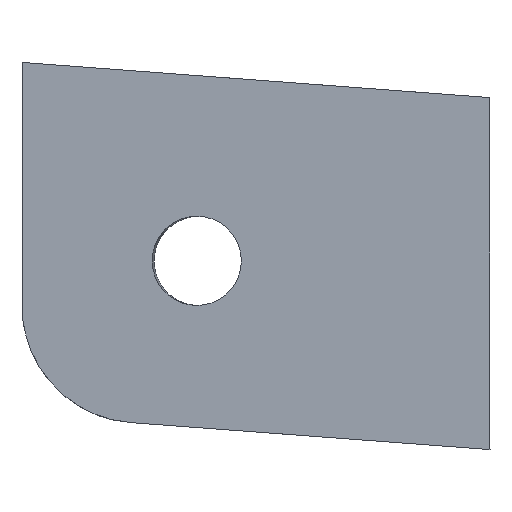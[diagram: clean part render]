
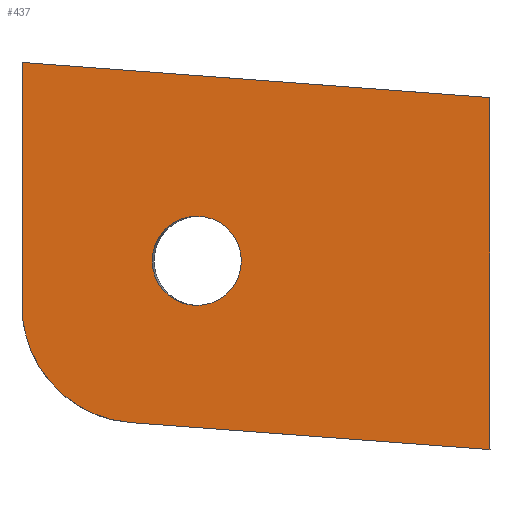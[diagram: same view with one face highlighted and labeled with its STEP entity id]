
A CAD part, left-side view. The second image highlights one B-rep face of the part: STEP entity #437.
In plain terms, the highlighted planar face has unit normal (-1, 0.027, 0.002).
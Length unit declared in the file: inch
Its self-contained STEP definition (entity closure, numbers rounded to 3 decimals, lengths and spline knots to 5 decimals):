
#8 = FACE_OUTER_BOUND ( 'NONE', #1202, .T. ) ;
#52 = DIRECTION ( 'NONE',  ( -0.002, 0., -1. ) ) ;
#102 = CARTESIAN_POINT ( 'NONE',  ( 12.8958, 235.07478, 128.53739 ) ) ;
#106 = CARTESIAN_POINT ( 'NONE',  ( 12.9026, 235.35341, 128.20311 ) ) ;
#158 = VERTEX_POINT ( 'NONE', #756 ) ;
#206 = EDGE_CURVE ( 'NONE', #292, #606, #3165, .T. ) ;
#292 = VERTEX_POINT ( 'NONE', #1149 ) ;
#362 = CARTESIAN_POINT ( 'NONE',  ( 12.90532, 235.4472, 128.3042 ) ) ;
#411 = DIRECTION ( 'NONE',  ( 1., -0.027, -0.002 ) ) ;
#437 = ADVANCED_FACE ( 'NONE', ( #3739, #8 ), #3694, .F. ) ;
#475 = DIRECTION ( 'NONE',  ( 0.027, 1., 0. ) ) ;
#511 = VECTOR ( 'NONE', #2273, 39.37008 ) ;
#523 = DIRECTION ( 'NONE',  ( 0.027, 1., 0. ) ) ;
#577 = ORIENTED_EDGE ( 'NONE', *, *, #3059, .F. ) ;
#606 = VERTEX_POINT ( 'NONE', #1229 ) ;
#756 = CARTESIAN_POINT ( 'NONE',  ( 12.90559, 235.4472, 128.44209 ) ) ;
#812 = EDGE_CURVE ( 'NONE', #3279, #292, #3158, .T. ) ;
#859 = CARTESIAN_POINT ( 'NONE',  ( 12.8958, 235.07478, 128.53739 ) ) ;
#975 = EDGE_CURVE ( 'NONE', #606, #158, #3065, .T. ) ;
#1149 = CARTESIAN_POINT ( 'NONE',  ( 12.87824, 234.45, 128.13532 ) ) ;
#1202 = EDGE_LOOP ( 'NONE', ( #2134, #2932, #3577, #2373, #2124 ) ) ;
#1227 = DIRECTION ( 'NONE',  ( -0.002, 0., -1. ) ) ;
#1229 = CARTESIAN_POINT ( 'NONE',  ( 12.89889, 235.2159, 128.19279 ) ) ;
#1252 = CARTESIAN_POINT ( 'NONE',  ( 12.90664, 235.4472, 128.96015 ) ) ;
#1253 = VECTOR ( 'NONE', #1227, 39.37008 ) ;
#1297 = DIRECTION ( 'NONE',  ( 0.027, 1., 0. ) ) ;
#1337 = VERTEX_POINT ( 'NONE', #1252 ) ;
#1369 = DIRECTION ( 'NONE',  ( -1., 0.027, 0.002 ) ) ;
#1374 = CARTESIAN_POINT ( 'NONE',  ( 13.28094, 249.37388, 129.42824 ) ) ;
#1399 = VERTEX_POINT ( 'NONE', #2585 ) ;
#1422 = VECTOR ( 'NONE', #3792, 39.37008 ) ;
#1503 = EDGE_CURVE ( 'NONE', #3279, #1337, #3539, .T. ) ;
#1692 = CARTESIAN_POINT ( 'NONE',  ( 12.89326, 234.97981, 128.53739 ) ) ;
#1918 = VECTOR ( 'NONE', #52, 39.37008 ) ;
#2123 = CIRCLE ( 'NONE', #3500, 0.095 ) ;
#2124 = ORIENTED_EDGE ( 'NONE', *, *, #975, .F. ) ;
#2134 = ORIENTED_EDGE ( 'NONE', *, *, #206, .F. ) ;
#2155 = CARTESIAN_POINT ( 'NONE',  ( 12.89889, 235.2159, 128.19279 ) ) ;
#2273 = DIRECTION ( 'NONE',  ( 0.027, 0.997, 0.075 ) ) ;
#2305 = DIRECTION ( 'NONE',  ( -1., 0.027, 0.002 ) ) ;
#2306 = CIRCLE ( 'NONE', #3828, 0.095 ) ;
#2373 = ORIENTED_EDGE ( 'NONE', *, *, #3723, .T. ) ;
#2486 = CARTESIAN_POINT ( 'NONE',  ( 12.90559, 235.4472, 128.44209 ) ) ;
#2585 = CARTESIAN_POINT ( 'NONE',  ( 12.89835, 235.16974, 128.53739 ) ) ;
#2623 = CARTESIAN_POINT ( 'NONE',  ( 12.87824, 234.45, 128.13532 ) ) ;
#2790 = LINE ( 'NONE', #3961, #1253 ) ;
#2798 = CARTESIAN_POINT ( 'NONE',  ( 12.87975, 234.45, 128.88532 ) ) ;
#2892 = VERTEX_POINT ( 'NONE', #1692 ) ;
#2932 = ORIENTED_EDGE ( 'NONE', *, *, #812, .F. ) ;
#2986 = EDGE_LOOP ( 'NONE', ( #577, #3176 ) ) ;
#3059 = EDGE_CURVE ( 'NONE', #1399, #2892, #2123, .T. ) ;
#3065 =( BOUNDED_CURVE ( )  B_SPLINE_CURVE ( 3, ( #2155, #106, #362, #2486 ),
 .UNSPECIFIED., .F., .F. ) 
 B_SPLINE_CURVE_WITH_KNOTS ( ( 4, 4 ),
 ( 1.5708, 3.06669 ),
 .UNSPECIFIED. ) 
 CURVE ( )  GEOMETRIC_REPRESENTATION_ITEM ( )  RATIONAL_B_SPLINE_CURVE ( ( 1., 0.822, 0.822, 1. ) ) 
 REPRESENTATION_ITEM ( '' )  );
#3158 = LINE ( 'NONE', #2798, #1918 ) ;
#3165 = LINE ( 'NONE', #2623, #511 ) ;
#3176 = ORIENTED_EDGE ( 'NONE', *, *, #3581, .F. ) ;
#3279 = VERTEX_POINT ( 'NONE', #3785 ) ;
#3500 = AXIS2_PLACEMENT_3D ( 'NONE', #102, #1369, #1297 ) ;
#3539 = LINE ( 'NONE', #3831, #1422 ) ;
#3577 = ORIENTED_EDGE ( 'NONE', *, *, #1503, .T. ) ;
#3581 = EDGE_CURVE ( 'NONE', #2892, #1399, #2306, .T. ) ;
#3694 = PLANE ( 'NONE',  #3866 ) ;
#3723 = EDGE_CURVE ( 'NONE', #1337, #158, #2790, .T. ) ;
#3739 = FACE_BOUND ( 'NONE', #2986, .T. ) ;
#3785 = CARTESIAN_POINT ( 'NONE',  ( 12.87975, 234.45, 128.88532 ) ) ;
#3792 = DIRECTION ( 'NONE',  ( 0.027, 0.997, 0.075 ) ) ;
#3828 = AXIS2_PLACEMENT_3D ( 'NONE', #859, #2305, #523 ) ;
#3831 = CARTESIAN_POINT ( 'NONE',  ( 12.87975, 234.45, 128.88532 ) ) ;
#3866 = AXIS2_PLACEMENT_3D ( 'NONE', #1374, #411, #475 ) ;
#3961 = CARTESIAN_POINT ( 'NONE',  ( 12.90664, 235.4472, 128.96015 ) ) ;
